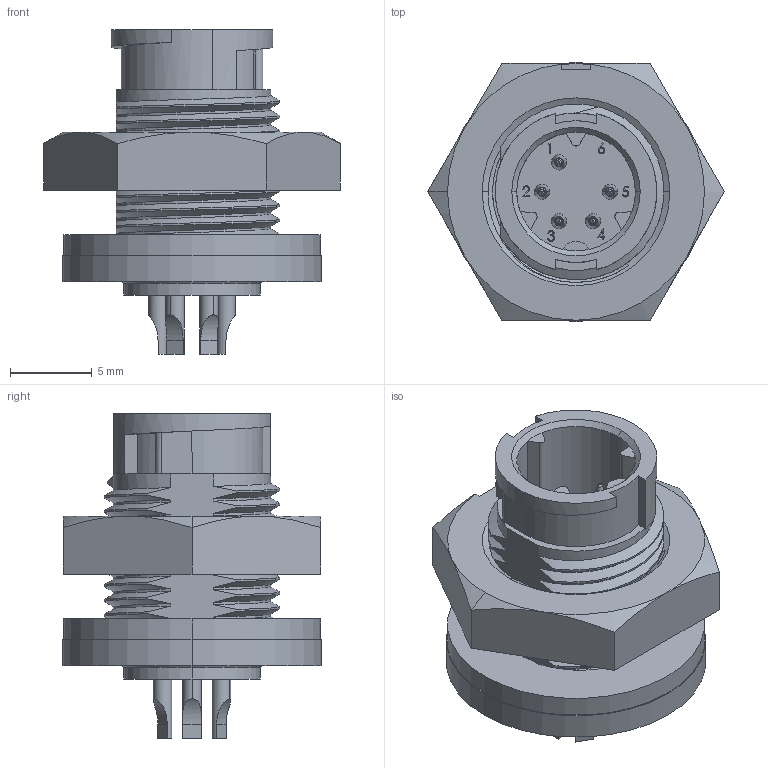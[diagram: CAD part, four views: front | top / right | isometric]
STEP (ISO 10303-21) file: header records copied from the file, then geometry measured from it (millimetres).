
FILE_DESCRIPTION (( 'STEP AP203' ), '1' );
FILE_NAME ('1798X-5PG-300.STEP', '2020-11-12T15:53:58', ( '' ), ( '' ), 'SwSTEP 2.0', 'SolidWorks 2020', '' );
FILE_SCHEMA (( 'CONFIG_CONTROL_DESIGN' ));
Length unit declared in the file: inch
Products named in the file (1): 1798X-5PG-300
Bounding box: 18.18 x 15.88 x 19.89 mm (x, y, z)
Volume: 1651.6 mm3; surface area: 2322.3 mm2
Topology: 2 solids, 2 shells, 467 faces, 1191 edges, 760 vertices
Faces by surface type: plane 170, cylinder 124, bspline 98, torus 34, cone 33, sphere 8
Entity records: 24869 total; most frequent: CARTESIAN_POINT 14357, ORIENTED_EDGE 2358, DIRECTION 1880, EDGE_CURVE 1179, VERTEX_POINT 754, AXIS2_PLACEMENT_3D 648, VECTOR 584, LINE 584
